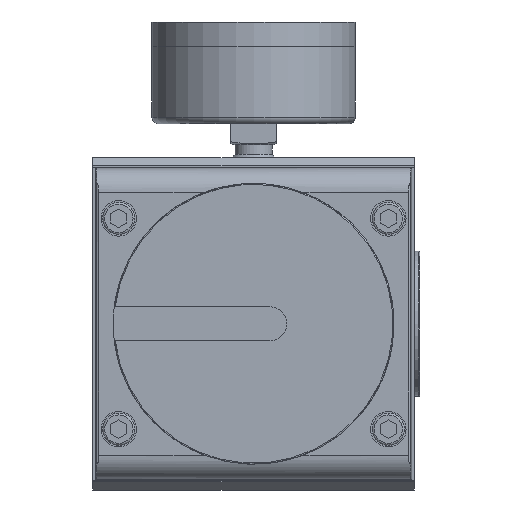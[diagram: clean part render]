
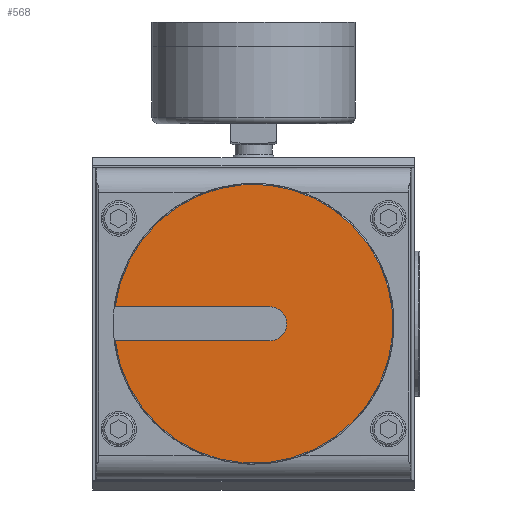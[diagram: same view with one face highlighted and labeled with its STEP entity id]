
A CAD part, front view. The second image highlights one B-rep face of the part: STEP entity #568.
In plain terms, the highlighted planar face has unit normal (0, -1, 0).
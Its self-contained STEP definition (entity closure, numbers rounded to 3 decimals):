
#568 = ADVANCED_FACE( '', ( #1518 ), #1519, .F. );
#1518 = FACE_OUTER_BOUND( '', #2524, .T. );
#1519 = PLANE( '', #2525 );
#2524 = EDGE_LOOP( '', ( #5659, #5660, #5661, #5662 ) );
#2525 = AXIS2_PLACEMENT_3D( '', #5663, #5664, #5665 );
#5659 = ORIENTED_EDGE( '', *, *, #6573, .F. );
#5660 = ORIENTED_EDGE( '', *, *, #6570, .F. );
#5661 = ORIENTED_EDGE( '', *, *, #6905, .F. );
#5662 = ORIENTED_EDGE( '', *, *, #6576, .T. );
#5663 = CARTESIAN_POINT( '', ( 43.2, -2.5, 0. ) );
#5664 = DIRECTION( '', ( 0., 1., 0. ) );
#5665 = DIRECTION( '', ( 0., 0., 1. ) );
#6570 = EDGE_CURVE( '', #8041, #8043, #8044, .F. );
#6573 = EDGE_CURVE( '', #8043, #8048, #8049, .T. );
#6576 = EDGE_CURVE( '', #8053, #8048, #8054, .T. );
#6905 = EDGE_CURVE( '', #8053, #8041, #8588, .T. );
#8041 = VERTEX_POINT( '', #10255 );
#8043 = VERTEX_POINT( '', #10258 );
#8044 = CIRCLE( '', #10259, 5.25 );
#8048 = VERTEX_POINT( '', #10265 );
#8049 = LINE( '', #10266, #10267 );
#8053 = VERTEX_POINT( '', #10276 );
#8054 = CIRCLE( '', #10277, 43.2 );
#8588 = LINE( '', #11440, #11441 );
#10255 = CARTESIAN_POINT( '', ( 5., -2.5, -5.25 ) );
#10258 = CARTESIAN_POINT( '', ( 5., -2.5, 5.25 ) );
#10259 = AXIS2_PLACEMENT_3D( '', #12518, #12519, #12520 );
#10265 = CARTESIAN_POINT( '', ( -42.88, -2.5, 5.25 ) );
#10266 = CARTESIAN_POINT( '', ( 43.2, -2.5, 5.25 ) );
#10267 = VECTOR( '', #12523, 1000. );
#10276 = CARTESIAN_POINT( '', ( -42.88, -2.5, -5.25 ) );
#10277 = AXIS2_PLACEMENT_3D( '', #12527, #12528, #12529 );
#11440 = CARTESIAN_POINT( '', ( 43.2, -2.5, -5.25 ) );
#11441 = VECTOR( '', #13027, 1000. );
#12518 = CARTESIAN_POINT( '', ( 5., -2.5, 0. ) );
#12519 = DIRECTION( '', ( 0., 1., 0. ) );
#12520 = DIRECTION( '', ( 0., 0., 1. ) );
#12523 = DIRECTION( '', ( -1., 0., 0. ) );
#12527 = CARTESIAN_POINT( '', ( 0., -2.5, 0. ) );
#12528 = DIRECTION( '', ( 0., -1., 0. ) );
#12529 = DIRECTION( '', ( 0., 0., -1. ) );
#13027 = DIRECTION( '', ( 1., 0., 0. ) );
